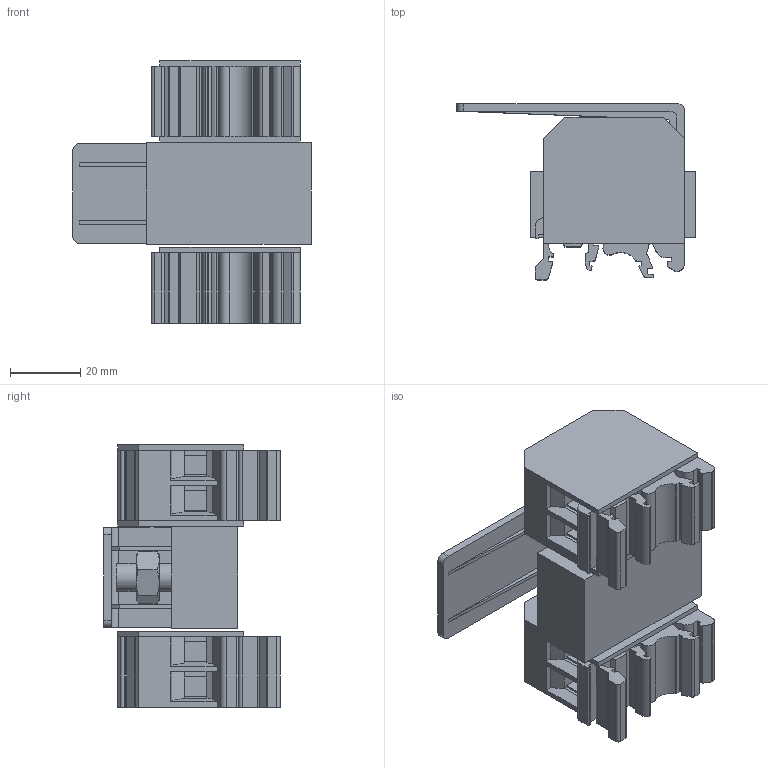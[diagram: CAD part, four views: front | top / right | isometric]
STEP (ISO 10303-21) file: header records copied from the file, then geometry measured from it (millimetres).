
FILE_DESCRIPTION(/* description */ ('Unknown'),/* implementation_level */ '2;1');
FILE_NAME(/* name */ 'DBK-1X4_GY_3D',/* time_stamp */ '2019-10-16T15:44:31+05:00',/* author */ ('Unknown'),/* organization */ ('Unknown'),/* preprocessor_version */ 'ST-DEVELOPER v16.7',/* originating_system */ 'DEX',/* authorisation */ $);
FILE_SCHEMA (('AUTOMOTIVE_DESIGN {1 0 10303 214 3 1 1}'));
Length unit declared in the file: millimetre
Products named in the file (1): DBK-1X4
Bounding box: 68 x 50.33 x 74.79 mm (x, y, z)
Volume: 92859.9 mm3; surface area: 39730.9 mm2
Topology: 2 solids, 5 shells, 516 faces, 1432 edges, 952 vertices
Faces by surface type: plane 394, cylinder 106, cone 15, bspline 1
Full cylindrical faces by diameter (mm): 2.9 x4, 6.5 x8, 8 x2
Entity records: 18434 total; most frequent: CARTESIAN_POINT 3004, ORIENTED_EDGE 2816, DIRECTION 2642, EDGE_CURVE 1408, LINE 1150, VECTOR 1150, VERTEX_POINT 944, AXIS2_PLACEMENT_3D 746
